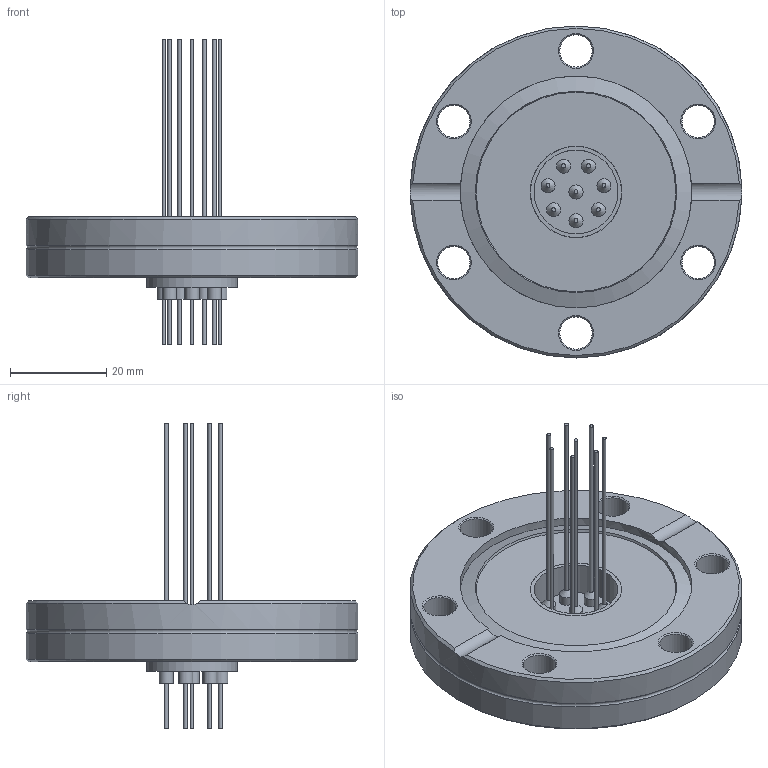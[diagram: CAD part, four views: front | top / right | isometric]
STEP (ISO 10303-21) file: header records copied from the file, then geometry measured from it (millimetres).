
FILE_DESCRIPTION( ( 'Unknown' ), '1' );
FILE_NAME( 'EFT0081033.stp', 'Unknown', ( 'Unknown' ), ( 'Unknown' ), 'PSStep 13.0', 'Unknown', ' ' );
FILE_SCHEMA( ( 'AUTOMOTIVE_DESIGN { 1 0 10303 214 1 1 1 1 }' ) );
Length unit declared in the file: millimetre
Products named in the file (2): F0275X0748P
Bounding box: 69.09 x 69.09 x 63.5 mm (x, y, z)
Volume: 41925.4 mm3; surface area: 14926.9 mm2
Topology: 2 solids, 2 shells, 104 faces, 217 edges, 142 vertices
Faces by surface type: cylinder 46, plane 31, cone 26, torus 1
Full cylindrical faces by diameter (mm): 0.813 x16, 2.921 x16, 6.731 x6, 17.45 x1, 18.974 x1, 19.025 x1, 48.26 x1, 69.088 x2
Entity records: 3140 total; most frequent: DIRECTION 432, CARTESIAN_POINT 402, ORIENTED_EDGE 240, AXIS2_PLACEMENT_3D 214, EDGE_LOOP 212, FACE_OUTER_BOUND 149, EDGE_CURVE 120, VERTEX_POINT 114
